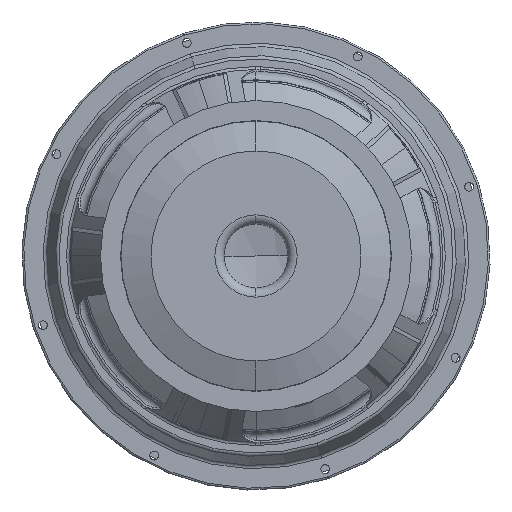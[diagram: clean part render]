
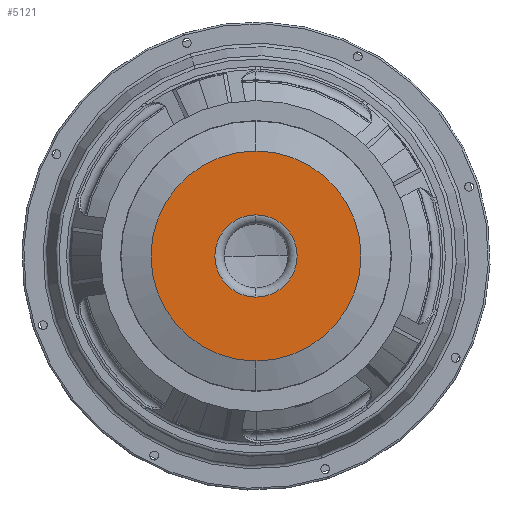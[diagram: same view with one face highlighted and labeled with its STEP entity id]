
A CAD part, front view. The second image highlights one B-rep face of the part: STEP entity #5121.
In plain terms, the highlighted planar face has unit normal (0, -1, 0).
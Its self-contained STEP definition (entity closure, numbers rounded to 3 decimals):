
#361 = DIRECTION ( 'NONE',  ( 0., 0., -1. ) ) ;
#363 = VERTEX_POINT ( 'NONE', #3621 ) ;
#626 = DIRECTION ( 'NONE',  ( 0., 0., -1. ) ) ;
#1601 = AXIS2_PLACEMENT_3D ( 'NONE', #13185, #10711, #361 ) ;
#2975 = DIRECTION ( 'NONE',  ( 0., -1., 0. ) ) ;
#3621 = CARTESIAN_POINT ( 'NONE',  ( 0., -15.25, 57.4 ) ) ;
#3799 = EDGE_CURVE ( 'NONE', #12795, #13447, #14915, .T. ) ;
#3902 = EDGE_LOOP ( 'NONE', ( #14751, #14736 ) ) ;
#3927 = CARTESIAN_POINT ( 'NONE',  ( 0., -15.25, 0. ) ) ;
#4257 = CARTESIAN_POINT ( 'NONE',  ( 0., -15.25, 0. ) ) ;
#4343 = DIRECTION ( 'NONE',  ( 0., 0., -1. ) ) ;
#4662 = VERTEX_POINT ( 'NONE', #10453 ) ;
#4692 = AXIS2_PLACEMENT_3D ( 'NONE', #3927, #12940, #6540 ) ;
#5121 = ADVANCED_FACE ( 'NONE', ( #16420, #13899 ), #8741, .T. ) ;
#5493 = CIRCLE ( 'NONE', #7922, 57.4 ) ;
#5527 = DIRECTION ( 'NONE',  ( 0., 1., 0. ) ) ;
#5660 = ORIENTED_EDGE ( 'NONE', *, *, #3799, .T. ) ;
#5895 = ORIENTED_EDGE ( 'NONE', *, *, #13686, .T. ) ;
#6540 = DIRECTION ( 'NONE',  ( 0., 0., -1. ) ) ;
#6989 = EDGE_CURVE ( 'NONE', #4662, #363, #12406, .T. ) ;
#7922 = AXIS2_PLACEMENT_3D ( 'NONE', #4257, #2975, #626 ) ;
#8493 = DIRECTION ( 'NONE',  ( 0., -1., 0. ) ) ;
#8572 = CARTESIAN_POINT ( 'NONE',  ( 57.4, -15.25, 0. ) ) ;
#8741 = PLANE ( 'NONE',  #14501 ) ;
#10085 = DIRECTION ( 'NONE',  ( 0., 0., -1. ) ) ;
#10453 = CARTESIAN_POINT ( 'NONE',  ( 0., -15.25, -57.4 ) ) ;
#10711 = DIRECTION ( 'NONE',  ( 0., -1., 0. ) ) ;
#11293 = CARTESIAN_POINT ( 'NONE',  ( 0., -15.25, -22.5 ) ) ;
#11410 = EDGE_LOOP ( 'NONE', ( #5660, #5895 ) ) ;
#11515 = EDGE_CURVE ( 'NONE', #363, #4662, #5493, .T. ) ;
#12406 = CIRCLE ( 'NONE', #1601, 57.4 ) ;
#12795 = VERTEX_POINT ( 'NONE', #11293 ) ;
#12940 = DIRECTION ( 'NONE',  ( 0., 1., 0. ) ) ;
#13185 = CARTESIAN_POINT ( 'NONE',  ( 0., -15.25, 0. ) ) ;
#13390 = CIRCLE ( 'NONE', #15284, 22.5 ) ;
#13447 = VERTEX_POINT ( 'NONE', #16475 ) ;
#13686 = EDGE_CURVE ( 'NONE', #13447, #12795, #13390, .T. ) ;
#13899 = FACE_OUTER_BOUND ( 'NONE', #3902, .T. ) ;
#14501 = AXIS2_PLACEMENT_3D ( 'NONE', #8572, #8493, #10085 ) ;
#14736 = ORIENTED_EDGE ( 'NONE', *, *, #6989, .T. ) ;
#14751 = ORIENTED_EDGE ( 'NONE', *, *, #11515, .T. ) ;
#14915 = CIRCLE ( 'NONE', #4692, 22.5 ) ;
#15284 = AXIS2_PLACEMENT_3D ( 'NONE', #15972, #5527, #4343 ) ;
#15972 = CARTESIAN_POINT ( 'NONE',  ( 0., -15.25, 0. ) ) ;
#16420 = FACE_BOUND ( 'NONE', #11410, .T. ) ;
#16475 = CARTESIAN_POINT ( 'NONE',  ( 0., -15.25, 22.5 ) ) ;
